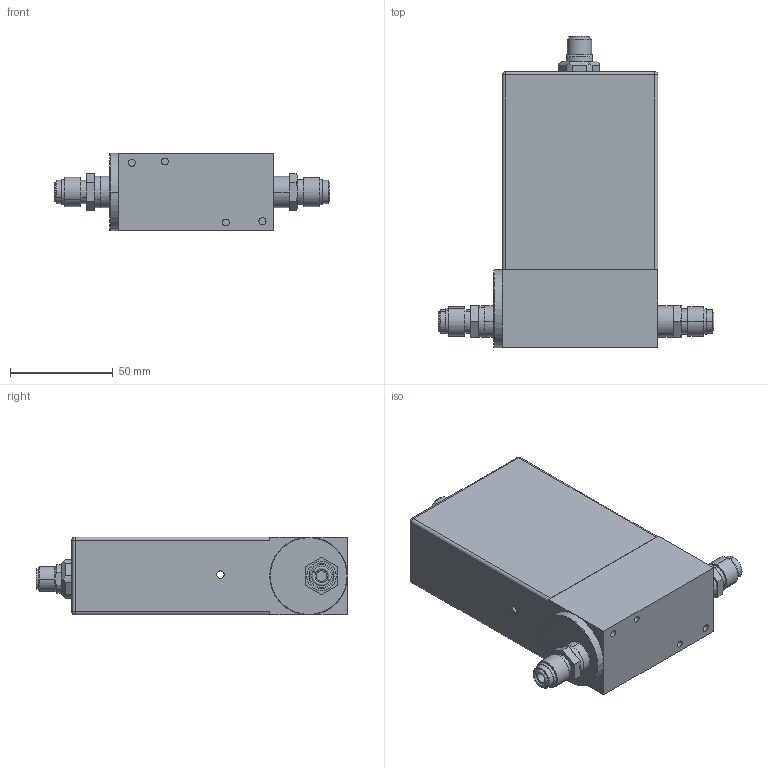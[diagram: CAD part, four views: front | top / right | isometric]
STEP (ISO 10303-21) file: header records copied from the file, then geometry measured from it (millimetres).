
FILE_DESCRIPTION((''),'2;1');
FILE_NAME('MC20_4VCR_DNET_DUMMY_SW0001','2009-03-04T',('CockrofM'),('MKS Instruments, Inc.'),'PRO/ENGINEER BY PARAMETRIC TECHNOLOGY CORPORATION, 2005030','PRO/ENGINEER BY PARAMETRIC TECHNOLOGY CORPORATION, 2005030','');
FILE_SCHEMA(('CONFIG_CONTROL_DESIGN'));
Length unit declared in the file: inch
Products named in the file (1): MC20_4VCR_DNET_DUMMY_SW0001
Bounding box: 134.11 x 151.31 x 37.87 mm (x, y, z)
Volume: 90636.3 mm3; surface area: 79111.4 mm2
Topology: 2 solids, 2 shells, 367 faces, 850 edges, 540 vertices
Faces by surface type: cylinder 173, plane 151, cone 23, torus 12, sphere 8
Entity records: 11418 total; most frequent: CARTESIAN_POINT 2659, DIRECTION 1961, ORIENTED_EDGE 1700, EDGE_CURVE 850, AXIS2_PLACEMENT_3D 779, VERTEX_POINT 540, EDGE_LOOP 446, CIRCLE 412
